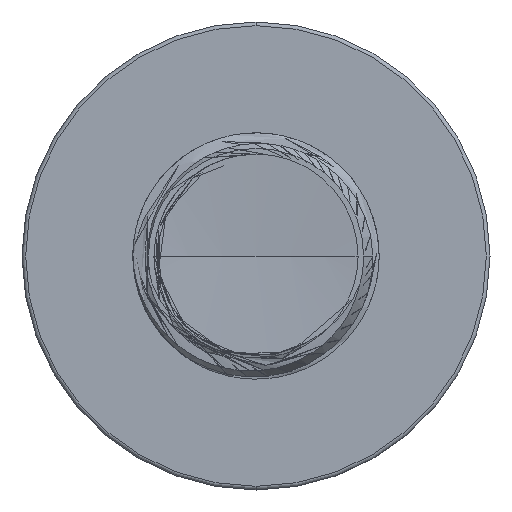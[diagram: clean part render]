
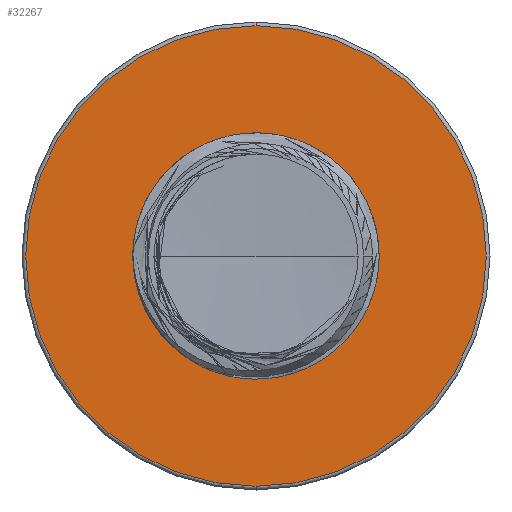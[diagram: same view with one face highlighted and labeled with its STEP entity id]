
A CAD part, front view. The second image highlights one B-rep face of the part: STEP entity #32267.
In plain terms, the highlighted planar face has unit normal (0, -1, 0).
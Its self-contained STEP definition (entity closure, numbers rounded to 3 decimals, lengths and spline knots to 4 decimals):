
#138 = DIRECTION ( 'NONE',  ( 0., -1., 0. ) ) ;
#194 = CARTESIAN_POINT ( 'NONE',  ( 0., 32.5, 0. ) ) ;
#557 = ORIENTED_EDGE ( 'NONE', *, *, #1538, .T. ) ;
#1363 = EDGE_CURVE ( 'NONE', #45277, #27970, #25828, .T. ) ;
#1538 = EDGE_CURVE ( 'NONE', #28803, #13356, #14710, .T. ) ;
#1618 = EDGE_CURVE ( 'NONE', #13356, #28803, #43760, .T. ) ;
#1624 = ORIENTED_EDGE ( 'NONE', *, *, #1618, .T. ) ;
#2046 = DIRECTION ( 'NONE',  ( 0., 0., -1. ) ) ;
#2693 = ORIENTED_EDGE ( 'NONE', *, *, #3123, .F. ) ;
#3123 = EDGE_CURVE ( 'NONE', #27970, #45277, #20535, .T. ) ;
#3912 = CARTESIAN_POINT ( 'NONE',  ( 0., 32.5, -4.675 ) ) ;
#5754 = AXIS2_PLACEMENT_3D ( 'NONE', #27729, #24085, #2046 ) ;
#6771 = CARTESIAN_POINT ( 'NONE',  ( 0., 32.5, 4.675 ) ) ;
#7338 = EDGE_LOOP ( 'NONE', ( #557, #1624 ) ) ;
#9394 = AXIS2_PLACEMENT_3D ( 'NONE', #44307, #27904, #27797 ) ;
#13356 = VERTEX_POINT ( 'NONE', #6771 ) ;
#14710 = CIRCLE ( 'NONE', #45370, 4.675 ) ;
#15058 = FACE_OUTER_BOUND ( 'NONE', #7338, .T. ) ;
#17653 = DIRECTION ( 'NONE',  ( 0., 0., -1. ) ) ;
#20089 = AXIS2_PLACEMENT_3D ( 'NONE', #33134, #33079, #32925 ) ;
#20535 = CIRCLE ( 'NONE', #20089, 2.4379 ) ;
#21171 = ORIENTED_EDGE ( 'NONE', *, *, #1363, .F. ) ;
#22853 = AXIS2_PLACEMENT_3D ( 'NONE', #194, #138, #28741 ) ;
#23772 = FACE_BOUND ( 'NONE', #24488, .T. ) ;
#24085 = DIRECTION ( 'NONE',  ( 0., -1., 0. ) ) ;
#24488 = EDGE_LOOP ( 'NONE', ( #21171, #2693 ) ) ;
#25828 = CIRCLE ( 'NONE', #22853, 2.4379 ) ;
#27729 = CARTESIAN_POINT ( 'NONE',  ( 0., 32.5, 2.4379 ) ) ;
#27797 = DIRECTION ( 'NONE',  ( 0., 0., -1. ) ) ;
#27808 = DIRECTION ( 'NONE',  ( 0., -1., 0. ) ) ;
#27904 = DIRECTION ( 'NONE',  ( 0., -1., 0. ) ) ;
#27970 = VERTEX_POINT ( 'NONE', #39341 ) ;
#28741 = DIRECTION ( 'NONE',  ( 0., 0., -1. ) ) ;
#28803 = VERTEX_POINT ( 'NONE', #3912 ) ;
#30541 = CARTESIAN_POINT ( 'NONE',  ( 0., 32.5, 0. ) ) ;
#32267 = ADVANCED_FACE ( 'NONE', ( #15058, #23772 ), #44329, .T. ) ;
#32925 = DIRECTION ( 'NONE',  ( 0., 0., -1. ) ) ;
#33079 = DIRECTION ( 'NONE',  ( 0., -1., 0. ) ) ;
#33134 = CARTESIAN_POINT ( 'NONE',  ( 0., 32.5, 0. ) ) ;
#39341 = CARTESIAN_POINT ( 'NONE',  ( 0., 32.5, 2.4379 ) ) ;
#40695 = CARTESIAN_POINT ( 'NONE',  ( 0., 32.5, -2.4379 ) ) ;
#43760 = CIRCLE ( 'NONE', #9394, 4.675 ) ;
#44307 = CARTESIAN_POINT ( 'NONE',  ( 0., 32.5, 0. ) ) ;
#44329 = PLANE ( 'NONE',  #5754 ) ;
#45277 = VERTEX_POINT ( 'NONE', #40695 ) ;
#45370 = AXIS2_PLACEMENT_3D ( 'NONE', #30541, #27808, #17653 ) ;
